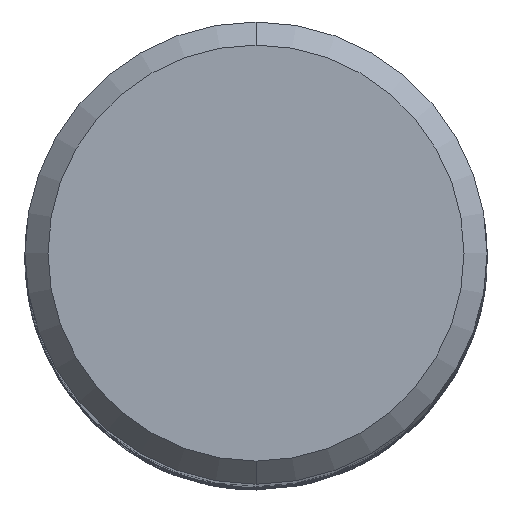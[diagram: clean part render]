
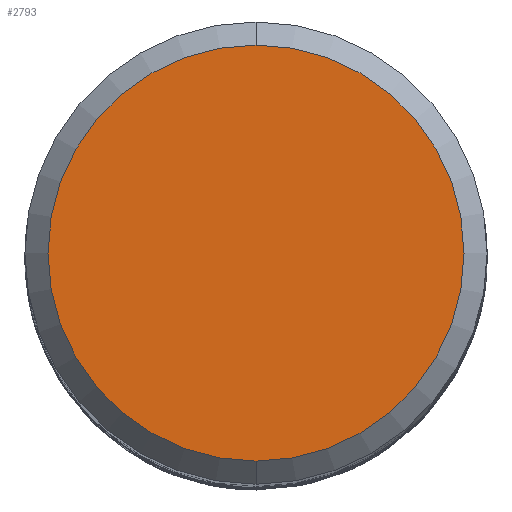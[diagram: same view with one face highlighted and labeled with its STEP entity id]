
A CAD part, top view. The second image highlights one B-rep face of the part: STEP entity #2793.
In plain terms, the highlighted planar face has unit normal (0, 0, 1).
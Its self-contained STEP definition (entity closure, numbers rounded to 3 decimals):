
#2543=EDGE_CURVE('',#3565,#2889,#5123,.T.);
#2717=EDGE_CURVE('',#2889,#3565,#5314,.T.);
#2793=ADVANCED_FACE('',(#5396),#5397,.T.);
#2889=VERTEX_POINT('',#5505);
#3565=VERTEX_POINT('',#6237);
#5123=CIRCLE('',#24518,9.0);
#5314=CIRCLE('',#27236,9.0);
#5396=FACE_OUTER_BOUND('',#28147,.T.);
#5397=PLANE('',#28148);
#5505=CARTESIAN_POINT('',(0.,-9.0,0.0));
#6237=CARTESIAN_POINT('',(0.0,9.0,0.0));
#24518=AXIS2_PLACEMENT_3D('',#44661,#44662,#44663);
#27236=AXIS2_PLACEMENT_3D('',#44911,#44912,#44913);
#28147=EDGE_LOOP('',(#44962,#44963));
#28148=AXIS2_PLACEMENT_3D('',#44964,#44965,#44966);
#44661=CARTESIAN_POINT('',(0.0,0.0,0.0));
#44662=DIRECTION('',(0.0,0.0,-1.0));
#44663=DIRECTION('',(0.0,1.0,0.0));
#44911=CARTESIAN_POINT('',(0.0,0.0,0.0));
#44912=DIRECTION('',(0.0,0.0,-1.0));
#44913=DIRECTION('',(0.0,1.0,0.0));
#44962=ORIENTED_EDGE('',*,*,#2543,.F.);
#44963=ORIENTED_EDGE('',*,*,#2717,.F.);
#44964=CARTESIAN_POINT('',(0.0,4.5,0.0));
#44965=DIRECTION('',(-0.0,0.0,1.0));
#44966=DIRECTION('',(0.0,-1.0,0.0));
